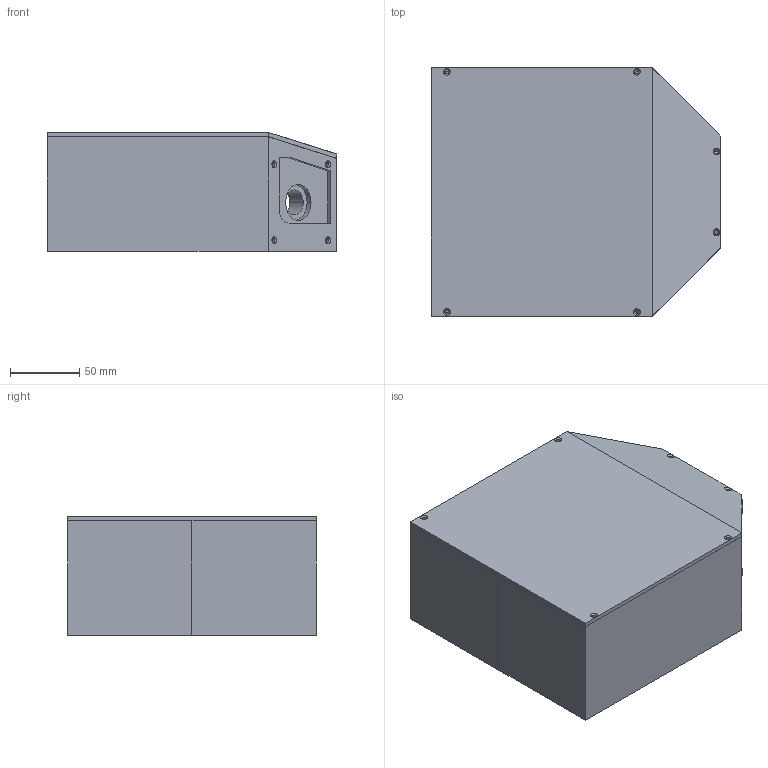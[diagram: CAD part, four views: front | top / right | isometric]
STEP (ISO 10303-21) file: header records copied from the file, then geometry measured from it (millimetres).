
FILE_DESCRIPTION(('CATIA V5 STEP Exchange'),'2;1');
FILE_NAME('Elena.stp','2019-08-01T19:08:16+00:00',('none'),('none'),'CATIA Version 5 Release 21 GA (IN-10)','CATIA V5 STEP AP203','none');
FILE_SCHEMA(('CONFIG_CONTROL_DESIGN'));
Length unit declared in the file: millimetre
Products named in the file (1): Product1
Assembly tree (4 placements, depth 2):
  Product1
    #58
    #3204  x2
    #4551
Bounding box: 209.5 x 180 x 86.02 mm (x, y, z)
Volume: 426002.5 mm3; surface area: 273083 mm2
Topology: 4 solids, 4 shells, 244 faces, 632 edges, 386 vertices
Faces by surface type: cylinder 114, plane 74, cone 52, bspline 4
Entity records: 6035 total; most frequent: CARTESIAN_POINT 1488, ORIENTED_EDGE 976, DIRECTION 737, EDGE_CURVE 488, AXIS2_PLACEMENT_3D 310, VERTEX_POINT 310, VECTOR 281, LINE 281
